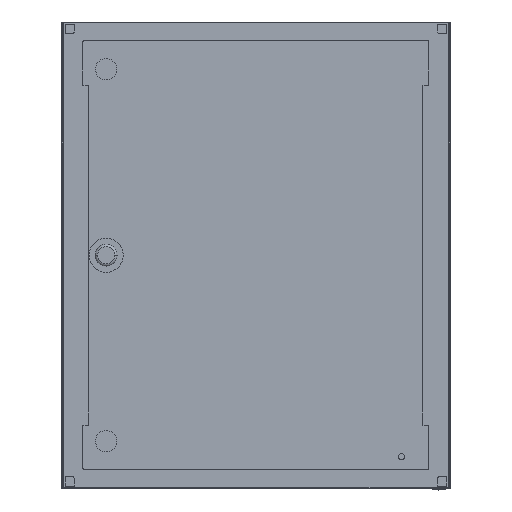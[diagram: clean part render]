
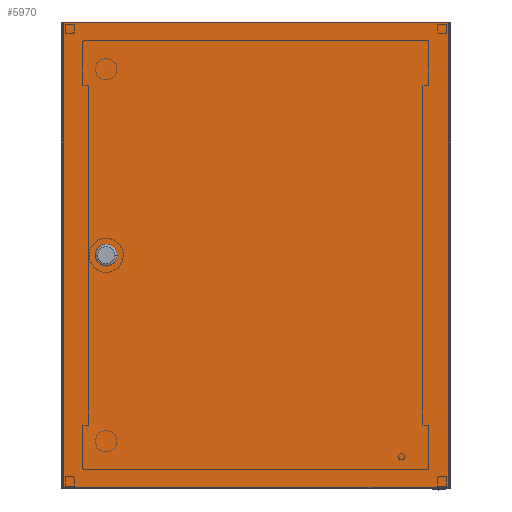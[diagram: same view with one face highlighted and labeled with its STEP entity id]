
A CAD part, top view. The second image highlights one B-rep face of the part: STEP entity #5970.
In plain terms, the highlighted face is planar.
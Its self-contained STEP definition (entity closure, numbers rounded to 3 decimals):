
#98 = EDGE_LOOP ( 'NONE', ( #7684, #9232, #154, #7143 ) ) ;
#154 = ORIENTED_EDGE ( 'NONE', *, *, #9731, .F. ) ;
#226 = ORIENTED_EDGE ( 'NONE', *, *, #5987, .F. ) ;
#249 = LINE ( 'NONE', #7880, #349 ) ;
#349 = VECTOR ( 'NONE', #6964, 1000. ) ;
#770 = LINE ( 'NONE', #10979, #6550 ) ;
#954 = DIRECTION ( 'NONE',  ( 0., 0., -1. ) ) ;
#1003 = CARTESIAN_POINT ( 'NONE',  ( 247.5, -299.25, 0. ) ) ;
#1224 = CARTESIAN_POINT ( 'NONE',  ( 0., 0., 0. ) ) ;
#1848 = CIRCLE ( 'NONE', #8725, 14. ) ;
#2209 = FACE_BOUND ( 'NONE', #8388, .T. ) ;
#2453 = ORIENTED_EDGE ( 'NONE', *, *, #3401, .F. ) ;
#2527 = CARTESIAN_POINT ( 'NONE',  ( 178.5, 0., 0. ) ) ;
#2615 = LINE ( 'NONE', #5396, #7290 ) ;
#3053 = PLANE ( 'NONE',  #6196 ) ;
#3401 = EDGE_CURVE ( 'NONE', #7051, #5537, #10879, .T. ) ;
#4032 = DIRECTION ( 'NONE',  ( 0., 0., -1. ) ) ;
#4833 = EDGE_CURVE ( 'NONE', #11784, #12129, #249, .T. ) ;
#4842 = DIRECTION ( 'NONE',  ( -1., 0., 0. ) ) ;
#5396 = CARTESIAN_POINT ( 'NONE',  ( 247.5, 299.25, 0. ) ) ;
#5537 = VERTEX_POINT ( 'NONE', #12055 ) ;
#5970 = ADVANCED_FACE ( 'NONE', ( #2209, #11485 ), #3053, .T. ) ;
#5973 = DIRECTION ( 'NONE',  ( -1., 0., 0. ) ) ;
#5987 = EDGE_CURVE ( 'NONE', #5537, #7051, #1848, .T. ) ;
#6000 = AXIS2_PLACEMENT_3D ( 'NONE', #8444, #954, #11992 ) ;
#6196 = AXIS2_PLACEMENT_3D ( 'NONE', #1224, #4032, #5973 ) ;
#6517 = CARTESIAN_POINT ( 'NONE',  ( -247.5, -299.25, 0. ) ) ;
#6550 = VECTOR ( 'NONE', #7233, 1000. ) ;
#6824 = CARTESIAN_POINT ( 'NONE',  ( 192.5, 0., 0. ) ) ;
#6964 = DIRECTION ( 'NONE',  ( 1., 0., 0. ) ) ;
#7051 = VERTEX_POINT ( 'NONE', #2527 ) ;
#7067 = VERTEX_POINT ( 'NONE', #9046 ) ;
#7143 = ORIENTED_EDGE ( 'NONE', *, *, #4833, .F. ) ;
#7233 = DIRECTION ( 'NONE',  ( 0., 1., 0. ) ) ;
#7290 = VECTOR ( 'NONE', #10924, 1000. ) ;
#7660 = EDGE_CURVE ( 'NONE', #7806, #11784, #10356, .T. ) ;
#7684 = ORIENTED_EDGE ( 'NONE', *, *, #7660, .F. ) ;
#7806 = VERTEX_POINT ( 'NONE', #11580 ) ;
#7880 = CARTESIAN_POINT ( 'NONE',  ( 247.5, -299.25, 0. ) ) ;
#8348 = EDGE_CURVE ( 'NONE', #7067, #7806, #2615, .T. ) ;
#8388 = EDGE_LOOP ( 'NONE', ( #226, #2453 ) ) ;
#8444 = CARTESIAN_POINT ( 'NONE',  ( 192.5, 0., 0. ) ) ;
#8725 = AXIS2_PLACEMENT_3D ( 'NONE', #6824, #11547, #4842 ) ;
#9046 = CARTESIAN_POINT ( 'NONE',  ( 247.5, 299.25, 0. ) ) ;
#9232 = ORIENTED_EDGE ( 'NONE', *, *, #8348, .F. ) ;
#9731 = EDGE_CURVE ( 'NONE', #12129, #7067, #770, .T. ) ;
#10356 = LINE ( 'NONE', #11519, #11907 ) ;
#10879 = CIRCLE ( 'NONE', #6000, 14. ) ;
#10924 = DIRECTION ( 'NONE',  ( -1., 0., 0. ) ) ;
#10979 = CARTESIAN_POINT ( 'NONE',  ( 247.5, 299.25, 0. ) ) ;
#11276 = DIRECTION ( 'NONE',  ( 0., -1., 0. ) ) ;
#11485 = FACE_OUTER_BOUND ( 'NONE', #98, .T. ) ;
#11519 = CARTESIAN_POINT ( 'NONE',  ( -247.5, 299.25, 0. ) ) ;
#11547 = DIRECTION ( 'NONE',  ( 0., 0., -1. ) ) ;
#11580 = CARTESIAN_POINT ( 'NONE',  ( -247.5, 299.25, 0. ) ) ;
#11784 = VERTEX_POINT ( 'NONE', #6517 ) ;
#11907 = VECTOR ( 'NONE', #11276, 1000. ) ;
#11992 = DIRECTION ( 'NONE',  ( -1., 0., 0. ) ) ;
#12055 = CARTESIAN_POINT ( 'NONE',  ( 206.5, 0., 0. ) ) ;
#12129 = VERTEX_POINT ( 'NONE', #1003 ) ;
